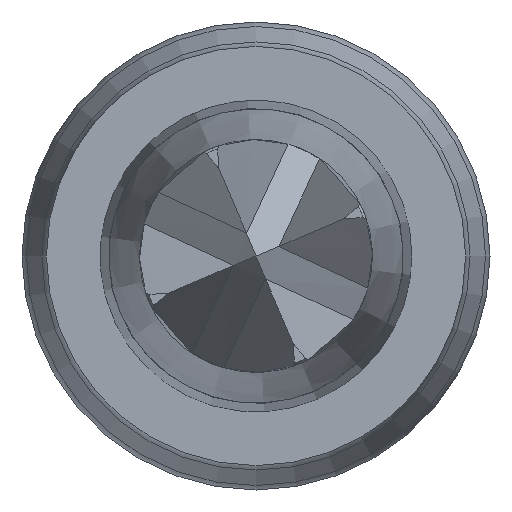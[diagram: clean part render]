
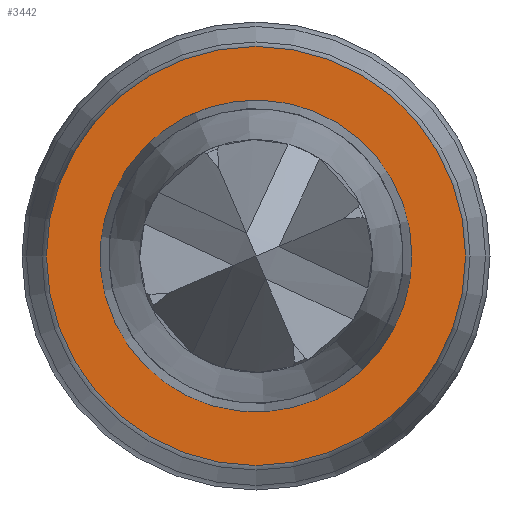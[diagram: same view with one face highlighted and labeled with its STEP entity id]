
A CAD part, left-side view. The second image highlights one B-rep face of the part: STEP entity #3442.
In plain terms, the highlighted planar face has unit normal (-1, 0, 0).
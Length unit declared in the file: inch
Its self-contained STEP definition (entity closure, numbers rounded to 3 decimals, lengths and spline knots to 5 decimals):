
#134 = AXIS2_PLACEMENT_3D ( 'NONE', #1232, #2045, #2082 ) ;
#208 = AXIS2_PLACEMENT_3D ( 'NONE', #3139, #1045, #1009 ) ;
#299 = CARTESIAN_POINT ( 'NONE',  ( 0., -0.018, 0. ) ) ;
#334 = CARTESIAN_POINT ( 'NONE',  ( 0., 0., -0.018 ) ) ;
#481 = FACE_OUTER_BOUND ( 'NONE', #890, .T. ) ;
#584 = DIRECTION ( 'NONE',  ( -1., 0., 0. ) ) ;
#696 = EDGE_CURVE ( 'NONE', #2049, #2049, #2848, .T. ) ;
#766 = ORIENTED_EDGE ( 'NONE', *, *, #2495, .T. ) ;
#822 = CARTESIAN_POINT ( 'NONE',  ( 0., -0.01339, 0. ) ) ;
#890 = EDGE_LOOP ( 'NONE', ( #2605 ) ) ;
#1009 = DIRECTION ( 'NONE',  ( 0., -1., 0. ) ) ;
#1045 = DIRECTION ( 'NONE',  ( 1., 0., 0. ) ) ;
#1232 = CARTESIAN_POINT ( 'NONE',  ( 0., 0., 0. ) ) ;
#1428 = CIRCLE ( 'NONE', #208, 0.01339 ) ;
#1666 = DIRECTION ( 'NONE',  ( 0., 0., -1. ) ) ;
#1863 = PLANE ( 'NONE',  #2402 ) ;
#2045 = DIRECTION ( 'NONE',  ( -1., 0., 0. ) ) ;
#2049 = VERTEX_POINT ( 'NONE', #334 ) ;
#2082 = DIRECTION ( 'NONE',  ( 0., 0., -1. ) ) ;
#2402 = AXIS2_PLACEMENT_3D ( 'NONE', #299, #584, #1666 ) ;
#2495 = EDGE_CURVE ( 'NONE', #3450, #3450, #1428, .T. ) ;
#2549 = FACE_BOUND ( 'NONE', #3266, .T. ) ;
#2605 = ORIENTED_EDGE ( 'NONE', *, *, #696, .T. ) ;
#2848 = CIRCLE ( 'NONE', #134, 0.018 ) ;
#3139 = CARTESIAN_POINT ( 'NONE',  ( 0., 0., 0. ) ) ;
#3266 = EDGE_LOOP ( 'NONE', ( #766 ) ) ;
#3442 = ADVANCED_FACE ( 'NONE', ( #2549, #481 ), #1863, .T. ) ;
#3450 = VERTEX_POINT ( 'NONE', #822 ) ;
